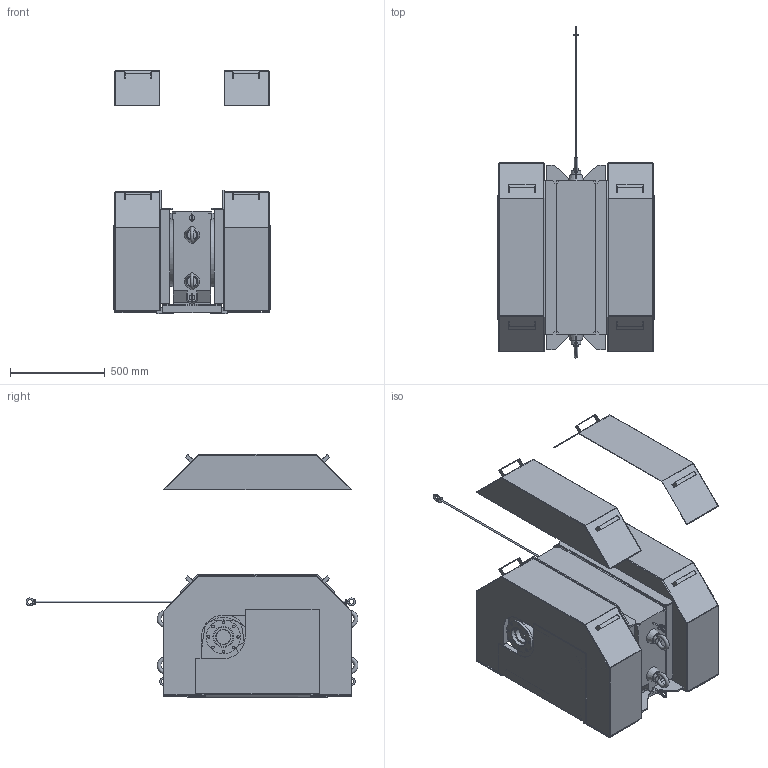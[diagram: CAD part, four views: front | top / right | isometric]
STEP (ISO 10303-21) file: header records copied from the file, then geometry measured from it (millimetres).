
FILE_DESCRIPTION(/* description */ (''),/* implementation_level */ '2;1');
FILE_NAME(/* name */ '606 50HZ',/* time_stamp */ '2021-01-22T08:59:47+01:00',/* author */ (''),/* organization */ (''),/* preprocessor_version */ 'ST-DEVELOPER v16.5',/* originating_system */ 'HiCAD 2019 2402.2 Build 521',/* authorisation */ '');
FILE_SCHEMA (('AUTOMOTIVE_DESIGN { 1 0 10303 214 1 1 1 1 }'));
Length unit declared in the file: millimetre
Products named in the file (31): Root; JR 606 50Hz 0051343_Baugruppe; JR 600; Gehäuse; SCHWERPUNKT; Hauben, austauschbar mit teilbaren Hauben (falls vorhanden); Haube JR 600 geschlossen; Blech für Haube geschlossen; Haube JR 600 offen; Blech für Haube offen; Welle + Gewichte Innen; AnschlussFlansch; Fliehgewicht t=15; Welle Gewichte Innen; JR 606 - Fliehgewicht t = 70; Welle + Gewichte Außen; Welle Gewichte Außen; Haubenausbaumaß; Haube; Ölmessstab je nach Einbaulage umpositionieren; Ölmessstab Pos 1; Ölmessstab Pos 2; Ölmessstab Pos 3; Ölmessstab Standard-Pos
Assembly tree (30 placements, depth 5):
  Root
    JR 606 50Hz 0051343_Baugruppe
      JR 600
        Gehäuse
          SCHWERPUNKT
      Hauben, austauschbar mit teilbaren Hauben (falls vorhanden)
        Haube JR 600 geschlossen
          Blech für Haube geschlossen
        Haube JR 600 offen
          Blech für Haube offen
      Welle + Gewichte Innen
        AnschlussFlansch
        Fliehgewicht t=15
        Fliehgewicht t=15
        Welle Gewichte Innen
        JR 606 - Fliehgewicht t = 70
        JR 606 - Fliehgewicht t = 70
      Welle + Gewichte Außen
        Fliehgewicht t=15
        Fliehgewicht t=15
        Welle Gewichte Außen
        JR 606 - Fliehgewicht t = 70
        JR 606 - Fliehgewicht t = 70
      Haubenausbaumaß
        Haube
        Haube
      Ölmessstab je nach Einbaulage umpositionieren
        Ölmessstab Pos 1
        Ölmessstab Pos 2
        Ölmessstab Pos 3
        Ölmessstab Standard-Pos
Bounding box: 824 x 1751.34 x 1283 mm (x, y, z)
Volume: 152211433.1 mm3; surface area: 13547040.7 mm2
Topology: 29 solids, 29 shells, 619 faces, 1563 edges, 1021 vertices
Faces by surface type: plane 479, cylinder 100, cone 23, torus 12, bspline 4, sphere 1
Full cylindrical faces by diameter (mm): 8 x4, 13 x8, 28 x4, 33 x8, 50 x4, 80 x3, 100 x8, 101 x1, 110 x1, 112 x6, 114 x1, 180 x1, 240 x4
Entity records: 37287 total; most frequent: CARTESIAN_POINT 7320, PRESENTATION_STYLE_ASSIGNMENT 2985, DIRECTION 2979, COLOUR_RGB 2968, DRAUGHTING_PRE_DEFINED_CURVE_FONT 2960, CURVE_STYLE 2960, OVER_RIDING_STYLED_ITEM 2960, ORIENTED_EDGE 2960
